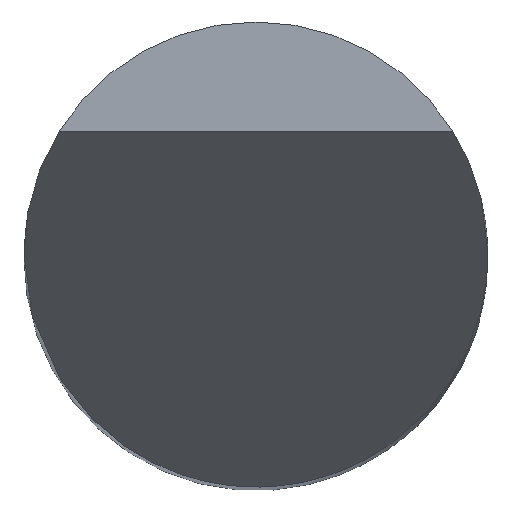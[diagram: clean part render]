
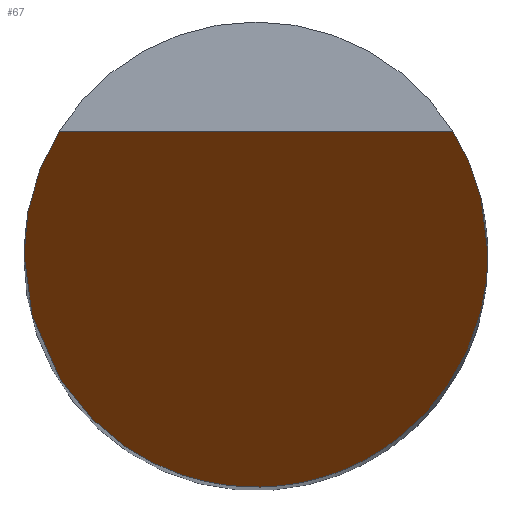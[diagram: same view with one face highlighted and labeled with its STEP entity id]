
A CAD part, top view. The second image highlights one B-rep face of the part: STEP entity #67.
In plain terms, the highlighted planar face has unit normal (0, -0.866, 0.5).
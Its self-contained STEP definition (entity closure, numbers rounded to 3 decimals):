
#49=PLANE('',#563);
#67=ADVANCED_FACE('',(#105),#49,.F.);
#105=FACE_OUTER_BOUND('',#133,.T.);
#133=EDGE_LOOP('',(#278,#279,#280,#281));
#192=LINE('',#904,#219);
#219=VECTOR('',#630,1.);
#278=ORIENTED_EDGE('',*,*,#430,.T.);
#279=ORIENTED_EDGE('',*,*,#442,.T.);
#280=ORIENTED_EDGE('',*,*,#432,.T.);
#281=ORIENTED_EDGE('',*,*,#458,.T.);
#383=VERTEX_POINT('',#759);
#384=VERTEX_POINT('',#764);
#385=VERTEX_POINT('',#766);
#386=VERTEX_POINT('',#771);
#430=EDGE_CURVE('',#384,#383,#504,.T.);
#432=EDGE_CURVE('',#386,#385,#505,.T.);
#442=EDGE_CURVE('',#383,#386,#507,.T.);
#458=EDGE_CURVE('',#385,#384,#192,.T.);
#504=(
BOUNDED_CURVE()
B_SPLINE_CURVE(3,(#760,#761,#762,#763),.UNSPECIFIED.,.F.,.F.)
B_SPLINE_CURVE_WITH_KNOTS((4,4),(0.,1.),.UNSPECIFIED.)
CURVE()
GEOMETRIC_REPRESENTATION_ITEM()
RATIONAL_B_SPLINE_CURVE((1.,0.974,0.974,1.))
REPRESENTATION_ITEM('')
);
#505=(
BOUNDED_CURVE()
B_SPLINE_CURVE(3,(#767,#768,#769,#770),.UNSPECIFIED.,.F.,.F.)
B_SPLINE_CURVE_WITH_KNOTS((4,4),(0.,1.),.UNSPECIFIED.)
CURVE()
GEOMETRIC_REPRESENTATION_ITEM()
RATIONAL_B_SPLINE_CURVE((1.,0.974,0.974,1.))
REPRESENTATION_ITEM('')
);
#507=(
BOUNDED_CURVE()
B_SPLINE_CURVE(3,(#838,#839,#840,#841),.UNSPECIFIED.,.F.,.F.)
B_SPLINE_CURVE_WITH_KNOTS((4,4),(0.,1.),.UNSPECIFIED.)
CURVE()
GEOMETRIC_REPRESENTATION_ITEM()
RATIONAL_B_SPLINE_CURVE((1.,0.333,0.333,1.))
REPRESENTATION_ITEM('')
);
#563=AXIS2_PLACEMENT_3D('',#906,#633,#634);
#630=DIRECTION('',(-1.,0.,0.));
#633=DIRECTION('',(0.,0.866,-0.5));
#634=DIRECTION('',(0.,0.5,0.866));
#759=CARTESIAN_POINT('',(-3.,0.,0.));
#760=CARTESIAN_POINT('',(-2.545,1.588,2.75));
#761=CARTESIAN_POINT('',(-2.844,1.108,1.92));
#762=CARTESIAN_POINT('',(-3.,0.565,0.979));
#763=CARTESIAN_POINT('',(-3.,0.,0.));
#764=CARTESIAN_POINT('',(-2.545,1.588,2.75));
#766=CARTESIAN_POINT('',(2.545,1.588,2.75));
#767=CARTESIAN_POINT('',(3.,0.,0.));
#768=CARTESIAN_POINT('',(3.,0.565,0.979));
#769=CARTESIAN_POINT('',(2.844,1.108,1.92));
#770=CARTESIAN_POINT('',(2.545,1.588,2.75));
#771=CARTESIAN_POINT('',(3.,0.,0.));
#838=CARTESIAN_POINT('',(-3.,0.,0.));
#839=CARTESIAN_POINT('',(-3.,-6.,-10.392));
#840=CARTESIAN_POINT('',(3.,-6.,-10.392));
#841=CARTESIAN_POINT('',(3.,0.,0.));
#904=CARTESIAN_POINT('',(0.,1.588,2.75));
#906=CARTESIAN_POINT('',(3.,-3.,-5.196));
